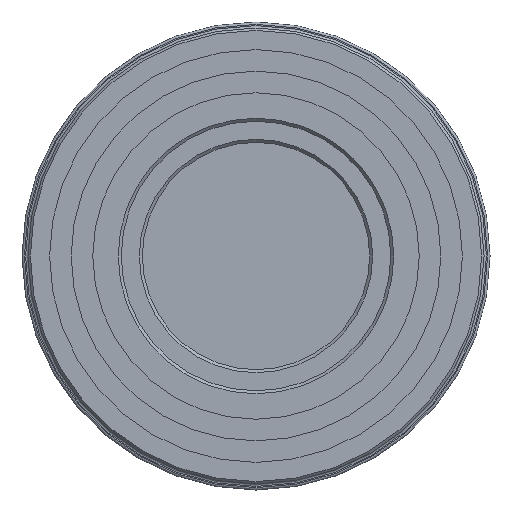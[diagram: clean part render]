
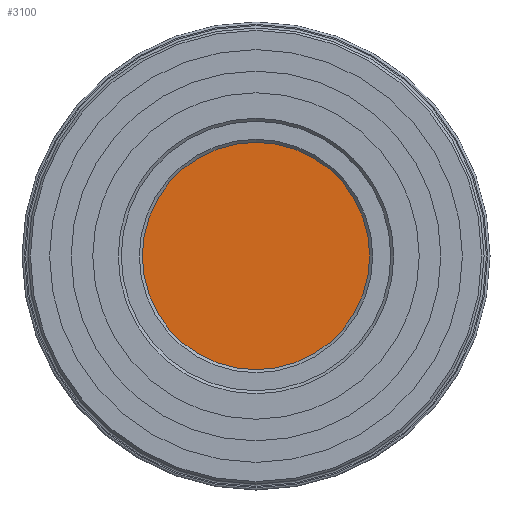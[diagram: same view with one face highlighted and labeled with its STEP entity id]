
A CAD part, front view. The second image highlights one B-rep face of the part: STEP entity #3100.
In plain terms, the highlighted planar face has unit normal (0, -1, 0).
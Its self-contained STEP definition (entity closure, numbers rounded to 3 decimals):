
#611=PLANE('',#3451);
#788=FACE_OUTER_BOUND('',#990,.T.);
#990=EDGE_LOOP('',(#2719));
#1003=CIRCLE('',#3139,38.374);
#1177=VERTEX_POINT('',#4300);
#1453=EDGE_CURVE('',#1177,#1177,#1003,.T.);
#2719=ORIENTED_EDGE('',*,*,#1453,.T.);
#3100=ADVANCED_FACE('',(#788),#611,.F.);
#3139=AXIS2_PLACEMENT_3D('',#4302,#3486,#3487);
#3451=AXIS2_PLACEMENT_3D('',#8319,#4271,#4272);
#3486=DIRECTION('center_axis',(0.,-1.,0.));
#3487=DIRECTION('ref_axis',(-1.,0.,0.));
#4271=DIRECTION('center_axis',(0.,1.,0.));
#4272=DIRECTION('ref_axis',(0.,0.,1.));
#4300=CARTESIAN_POINT('',(38.374,15.122,0.));
#4302=CARTESIAN_POINT('Origin',(0.,15.122,0.));
#8319=CARTESIAN_POINT('Origin',(0.,15.122,0.));
